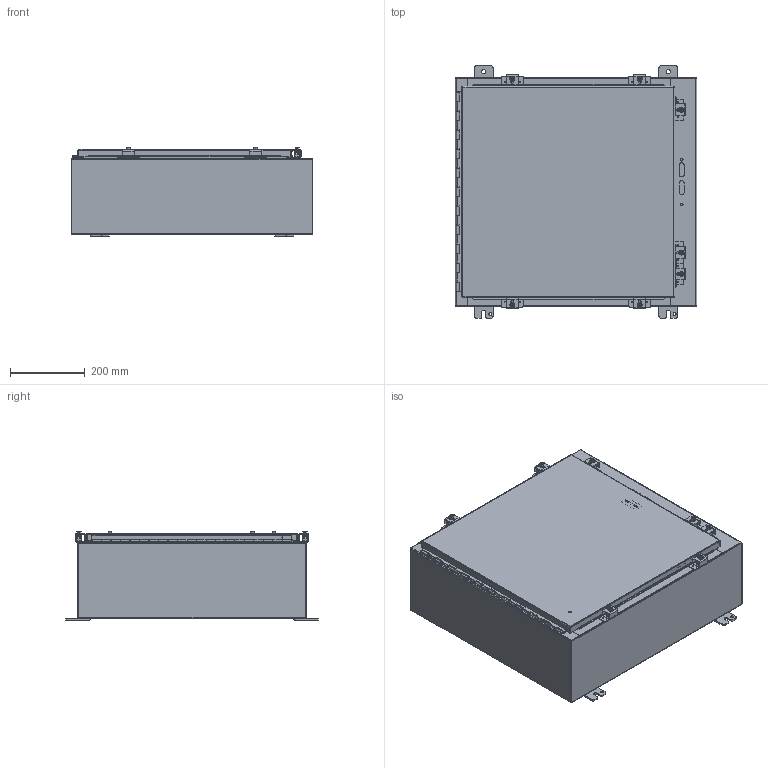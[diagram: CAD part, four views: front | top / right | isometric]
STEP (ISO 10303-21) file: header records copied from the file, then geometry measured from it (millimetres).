
FILE_DESCRIPTION(/* description */ ('SN4 TUB (24X25X8)'),/* implementation_level */ '2;1');
FILE_NAME(/* name */ 'SN4242508.stp',/* time_stamp */ '2016-11-29T13:15:17-06:00',/* author */ ('djett'),/* organization */ (''),/* preprocessor_version */ 'ST-DEVELOPER v16.1',/* originating_system */ 'Autodesk Inventor 2016',/* authorisation */ '');
FILE_SCHEMA (('AUTOMOTIVE_DESIGN { 1 0 10303 214 3 1 1 }'));
Length unit declared in the file: inch
Products named in the file (19): SN4242508BKP; 388116; 34840; 328105T; 328105L; 328105P-1; 328105; SN42425LID; 38846; HFW3092; 38811; 349129; 30817; 30824-1; 30824-2; 30824-3; 30824-4; 30824; SN4242508
Assembly tree (38 placements, depth 3):
  SN4242508
    SN4242508BKP
    388116  x4
    34840  x4
    328105
      328105T
      328105L
      328105P-1
    SN42425LID
    38846
    HFW3092
    38811  x2
    349129  x2
    30817  x7
    30824  x7
      30824-1
      30824-2
      30824-3
      30824-4
Bounding box: 644.65 x 673.1 x 236.85 mm (x, y, z)
Volume: 2808015.4 mm3; surface area: 2979703.3 mm2
Topology: 54 solids, 54 shells, 1684 faces, 4294 edges, 2802 vertices
Faces by surface type: plane 915, cylinder 545, bspline 99, torus 43, sphere 42, cone 40
Full cylindrical faces by diameter (mm): 2.794 x28, 2.921 x2, 3.048 x25, 3.962 x2, 4.826 x2, 5.359 x7, 6.35 x10, 7.137 x9, 7.95 x4, 8.382 x8, 8.56 x1, 8.89 x7, 11.125 x4, 12.7 x7, 13.208 x7, 15.875 x4
Entity records: 27480 total; most frequent: CARTESIAN_POINT 6450, DIRECTION 4195, ORIENTED_EDGE 4080, EDGE_CURVE 2040, AXIS2_PLACEMENT_3D 1403, LINE 1389, VECTOR 1389, VERTEX_POINT 1372
